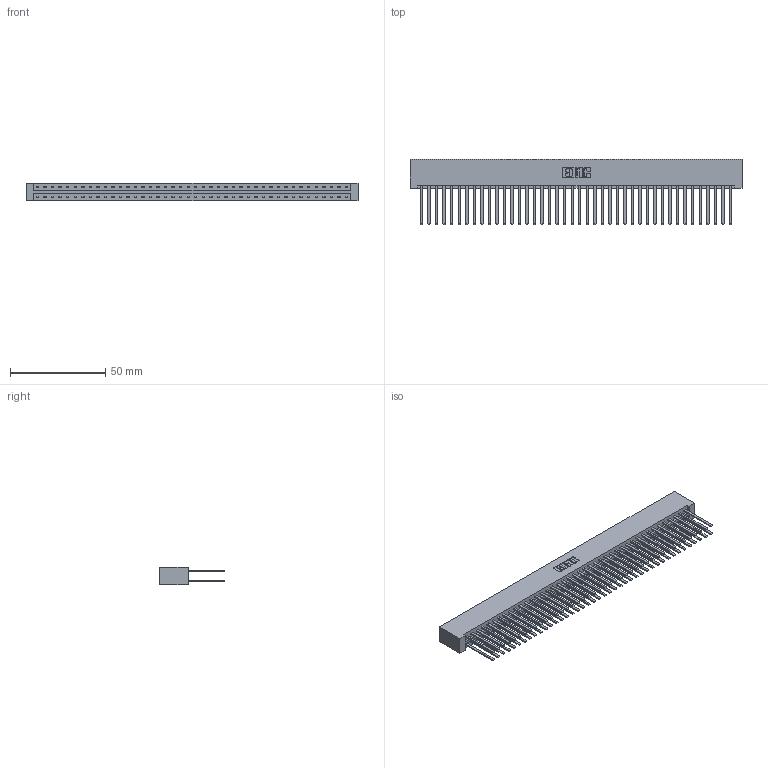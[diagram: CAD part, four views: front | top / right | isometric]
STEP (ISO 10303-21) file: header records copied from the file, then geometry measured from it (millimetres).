
FILE_DESCRIPTION (( 'STEP AP203' ), '1' );
FILE_NAME ('333-084-544-201.STEP', '2018-08-05T04:48:27', ( '' ), ( '' ), 'SwSTEP 2.0', 'SolidWorks 2016', '' );
FILE_SCHEMA (( 'CONFIG_CONTROL_DESIGN' ));
Length unit declared in the file: inch
Products named in the file (3): 333 Part_Lugless; 345-292-001_345-293-144; 333-084-544-201
Assembly tree (85 placements, depth 2):
  333-084-544-201
    333 Part_Lugless
    345-292-001_345-293-144  x84
Bounding box: 174.68 x 34.3 x 9.4 mm (x, y, z)
Volume: 19643.2 mm3; surface area: 27038.8 mm2
Topology: 85 solids, 85 shells, 3970 faces, 11795 edges, 7750 vertices
Faces by surface type: plane 2754, cylinder 1216
Entity records: 26559 total; most frequent: CARTESIAN_POINT 4398, ORIENTED_EDGE 4334, DIRECTION 3747, EDGE_CURVE 2167, VECTOR 2051, LINE 2051, VERTEX_POINT 1442, AXIS2_PLACEMENT_3D 848
